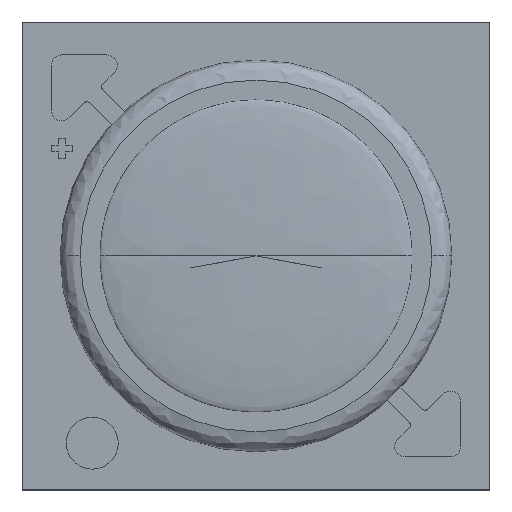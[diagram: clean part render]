
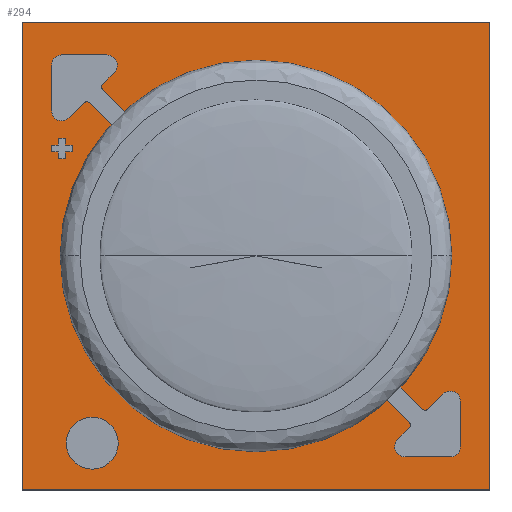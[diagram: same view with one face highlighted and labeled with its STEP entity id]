
A CAD part, top view. The second image highlights one B-rep face of the part: STEP entity #294.
In plain terms, the highlighted planar face has unit normal (0, 0, 1).
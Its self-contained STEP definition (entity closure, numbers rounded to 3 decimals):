
#41 = ORIENTED_EDGE ( 'NONE', *, *, #1535, .T. ) ;
#94 = DIRECTION ( 'NONE',  ( 0., 1., 0. ) ) ;
#128 = VECTOR ( 'NONE', #1569, 1000. ) ;
#294 = ADVANCED_FACE ( 'NONE', ( #2050 ), #890, .T. ) ;
#297 = LINE ( 'NONE', #1425, #128 ) ;
#397 = CARTESIAN_POINT ( 'NONE',  ( 6.75, 6.75, 1. ) ) ;
#400 = EDGE_CURVE ( 'NONE', #1411, #1275, #297, .T. ) ;
#554 = DIRECTION ( 'NONE',  ( 1., 0., 0. ) ) ;
#568 = EDGE_CURVE ( 'NONE', #1630, #1411, #708, .T. ) ;
#590 = CARTESIAN_POINT ( 'NONE',  ( 6.75, -6.75, 1. ) ) ;
#650 = CARTESIAN_POINT ( 'NONE',  ( -6.75, 6.75, 1. ) ) ;
#708 = LINE ( 'NONE', #865, #1510 ) ;
#852 = VECTOR ( 'NONE', #948, 1000. ) ;
#861 = ORIENTED_EDGE ( 'NONE', *, *, #400, .T. ) ;
#865 = CARTESIAN_POINT ( 'NONE',  ( -6.75, 6.75, 1. ) ) ;
#874 = EDGE_CURVE ( 'NONE', #1606, #1630, #1780, .T. ) ;
#890 = PLANE ( 'NONE',  #1622 ) ;
#913 = CARTESIAN_POINT ( 'NONE',  ( 6.75, 6.75, 1. ) ) ;
#948 = DIRECTION ( 'NONE',  ( -1., 0., 0. ) ) ;
#974 = ORIENTED_EDGE ( 'NONE', *, *, #874, .T. ) ;
#1036 = DIRECTION ( 'NONE',  ( 0., -1., 0. ) ) ;
#1275 = VERTEX_POINT ( 'NONE', #590 ) ;
#1411 = VERTEX_POINT ( 'NONE', #1810 ) ;
#1425 = CARTESIAN_POINT ( 'NONE',  ( -6.75, -6.75, 1. ) ) ;
#1510 = VECTOR ( 'NONE', #1036, 1000. ) ;
#1535 = EDGE_CURVE ( 'NONE', #1275, #1606, #2061, .T. ) ;
#1536 = CARTESIAN_POINT ( 'NONE',  ( 0., 0., 1. ) ) ;
#1547 = DIRECTION ( 'NONE',  ( 0., 0., 1. ) ) ;
#1569 = DIRECTION ( 'NONE',  ( 1., 0., 0. ) ) ;
#1606 = VERTEX_POINT ( 'NONE', #913 ) ;
#1622 = AXIS2_PLACEMENT_3D ( 'NONE', #1536, #1547, #554 ) ;
#1630 = VERTEX_POINT ( 'NONE', #1701 ) ;
#1631 = VECTOR ( 'NONE', #94, 1000. ) ;
#1701 = CARTESIAN_POINT ( 'NONE',  ( -6.75, 6.75, 1. ) ) ;
#1780 = LINE ( 'NONE', #650, #852 ) ;
#1810 = CARTESIAN_POINT ( 'NONE',  ( -6.75, -6.75, 1. ) ) ;
#1932 = ORIENTED_EDGE ( 'NONE', *, *, #568, .T. ) ;
#1990 = EDGE_LOOP ( 'NONE', ( #1932, #861, #41, #974 ) ) ;
#2050 = FACE_OUTER_BOUND ( 'NONE', #1990, .T. ) ;
#2061 = LINE ( 'NONE', #397, #1631 ) ;
